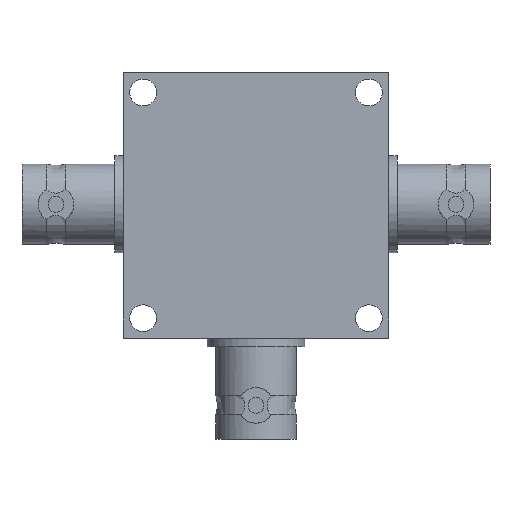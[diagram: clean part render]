
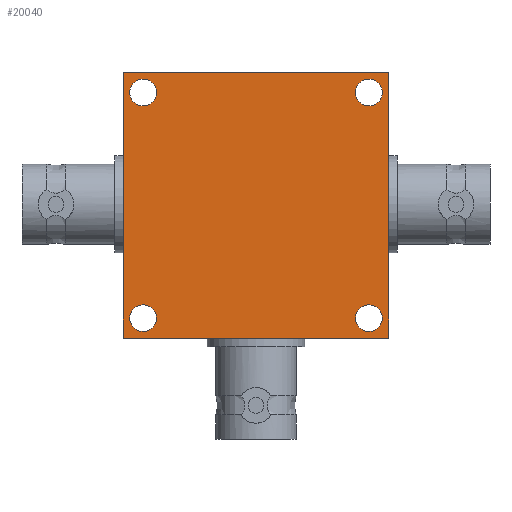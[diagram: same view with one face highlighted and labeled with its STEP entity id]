
A CAD part, front view. The second image highlights one B-rep face of the part: STEP entity #20040.
In plain terms, the highlighted planar face has unit normal (0, -1, 0).
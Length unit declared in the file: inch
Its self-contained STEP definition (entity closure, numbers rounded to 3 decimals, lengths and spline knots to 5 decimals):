
#157 = FACE_BOUND ( 'NONE', #13393, .T. ) ;
#206 = VERTEX_POINT ( 'NONE', #29677 ) ;
#386 = CIRCLE ( 'NONE', #5610, 0.063 ) ;
#780 = ORIENTED_EDGE ( 'NONE', *, *, #12823, .F. ) ;
#787 = DIRECTION ( 'NONE',  ( 0., 1., 0. ) ) ;
#811 = ORIENTED_EDGE ( 'NONE', *, *, #24722, .F. ) ;
#1011 = VECTOR ( 'NONE', #4020, 39.37008 ) ;
#1630 = CARTESIAN_POINT ( 'NONE',  ( -0.5315, -0.43307, -0.5315 ) ) ;
#2145 = DIRECTION ( 'NONE',  ( 0., -1., 0. ) ) ;
#2581 = VERTEX_POINT ( 'NONE', #14353 ) ;
#2725 = VECTOR ( 'NONE', #9163, 39.37008 ) ;
#3975 = LINE ( 'NONE', #5541, #26228 ) ;
#4020 = DIRECTION ( 'NONE',  ( 1., 0., 0. ) ) ;
#4452 = CARTESIAN_POINT ( 'NONE',  ( -0.625, -0.43307, -0.625 ) ) ;
#4617 = VECTOR ( 'NONE', #16575, 39.37008 ) ;
#4644 = VERTEX_POINT ( 'NONE', #4452 ) ;
#4737 = AXIS2_PLACEMENT_3D ( 'NONE', #14569, #21199, #7445 ) ;
#4996 = LINE ( 'NONE', #7647, #4617 ) ;
#5541 = CARTESIAN_POINT ( 'NONE',  ( -0.625, -0.43307, 0.625 ) ) ;
#5610 = AXIS2_PLACEMENT_3D ( 'NONE', #27022, #27307, #29418 ) ;
#7445 = DIRECTION ( 'NONE',  ( 0., 0., 1. ) ) ;
#7647 = CARTESIAN_POINT ( 'NONE',  ( -0.625, -0.43307, -0.625 ) ) ;
#8466 = DIRECTION ( 'NONE',  ( 0., 0., 1. ) ) ;
#8752 = CIRCLE ( 'NONE', #4737, 0.063 ) ;
#8878 = EDGE_LOOP ( 'NONE', ( #17717 ) ) ;
#9163 = DIRECTION ( 'NONE',  ( 0., 0., -1. ) ) ;
#9389 = VERTEX_POINT ( 'NONE', #12045 ) ;
#9585 = ORIENTED_EDGE ( 'NONE', *, *, #27174, .T. ) ;
#9868 = EDGE_LOOP ( 'NONE', ( #14984 ) ) ;
#10195 = AXIS2_PLACEMENT_3D ( 'NONE', #12120, #787, #23863 ) ;
#10218 = EDGE_LOOP ( 'NONE', ( #9585 ) ) ;
#10736 = DIRECTION ( 'NONE',  ( 0., 0., 1. ) ) ;
#10958 = DIRECTION ( 'NONE',  ( 0., 0., -1. ) ) ;
#11291 = FACE_OUTER_BOUND ( 'NONE', #12298, .T. ) ;
#12045 = CARTESIAN_POINT ( 'NONE',  ( 0.5315, -0.43307, 0.5945 ) ) ;
#12120 = CARTESIAN_POINT ( 'NONE',  ( -0.5315, -0.43307, 0.5315 ) ) ;
#12298 = EDGE_LOOP ( 'NONE', ( #25439, #811, #780, #25386 ) ) ;
#12683 = CIRCLE ( 'NONE', #10195, 0.063 ) ;
#12823 = EDGE_CURVE ( 'NONE', #4644, #206, #3975, .T. ) ;
#13393 = EDGE_LOOP ( 'NONE', ( #29680 ) ) ;
#13578 = LINE ( 'NONE', #17886, #1011 ) ;
#13992 = VERTEX_POINT ( 'NONE', #23276 ) ;
#14166 = FACE_BOUND ( 'NONE', #8878, .T. ) ;
#14353 = CARTESIAN_POINT ( 'NONE',  ( -0.5315, -0.43307, -0.4685 ) ) ;
#14569 = CARTESIAN_POINT ( 'NONE',  ( 0.5315, -0.43307, -0.5315 ) ) ;
#14984 = ORIENTED_EDGE ( 'NONE', *, *, #20355, .T. ) ;
#15019 = EDGE_CURVE ( 'NONE', #13992, #4644, #4996, .T. ) ;
#15040 = AXIS2_PLACEMENT_3D ( 'NONE', #25004, #2145, #10958 ) ;
#16279 = AXIS2_PLACEMENT_3D ( 'NONE', #1630, #29384, #10736 ) ;
#16575 = DIRECTION ( 'NONE',  ( -1., 0., 0. ) ) ;
#17392 = FACE_BOUND ( 'NONE', #10218, .T. ) ;
#17717 = ORIENTED_EDGE ( 'NONE', *, *, #22987, .T. ) ;
#17886 = CARTESIAN_POINT ( 'NONE',  ( -0.625, -0.43307, 0.625 ) ) ;
#18154 = LINE ( 'NONE', #22937, #2725 ) ;
#18306 = EDGE_CURVE ( 'NONE', #27297, #13992, #18154, .T. ) ;
#20040 = ADVANCED_FACE ( 'NONE', ( #14166, #17392, #11291, #157, #24217 ), #20094, .T. ) ;
#20094 = PLANE ( 'NONE',  #15040 ) ;
#20171 = VERTEX_POINT ( 'NONE', #21765 ) ;
#20355 = EDGE_CURVE ( 'NONE', #25914, #25914, #12683, .T. ) ;
#21199 = DIRECTION ( 'NONE',  ( 0., 1., 0. ) ) ;
#21249 = CARTESIAN_POINT ( 'NONE',  ( 0.625, -0.43307, 0.625 ) ) ;
#21765 = CARTESIAN_POINT ( 'NONE',  ( 0.5315, -0.43307, -0.4685 ) ) ;
#22458 = CIRCLE ( 'NONE', #16279, 0.063 ) ;
#22937 = CARTESIAN_POINT ( 'NONE',  ( 0.625, -0.43307, 0.625 ) ) ;
#22987 = EDGE_CURVE ( 'NONE', #9389, #9389, #386, .T. ) ;
#23276 = CARTESIAN_POINT ( 'NONE',  ( 0.625, -0.43307, -0.625 ) ) ;
#23863 = DIRECTION ( 'NONE',  ( 0., 0., 1. ) ) ;
#24217 = FACE_BOUND ( 'NONE', #9868, .T. ) ;
#24722 = EDGE_CURVE ( 'NONE', #206, #27297, #13578, .T. ) ;
#25004 = CARTESIAN_POINT ( 'NONE',  ( 0., -0.43307, 0. ) ) ;
#25386 = ORIENTED_EDGE ( 'NONE', *, *, #15019, .F. ) ;
#25439 = ORIENTED_EDGE ( 'NONE', *, *, #18306, .F. ) ;
#25681 = CARTESIAN_POINT ( 'NONE',  ( -0.5315, -0.43307, 0.5945 ) ) ;
#25914 = VERTEX_POINT ( 'NONE', #25681 ) ;
#26228 = VECTOR ( 'NONE', #8466, 39.37008 ) ;
#27022 = CARTESIAN_POINT ( 'NONE',  ( 0.5315, -0.43307, 0.5315 ) ) ;
#27174 = EDGE_CURVE ( 'NONE', #2581, #2581, #22458, .T. ) ;
#27297 = VERTEX_POINT ( 'NONE', #21249 ) ;
#27307 = DIRECTION ( 'NONE',  ( 0., 1., 0. ) ) ;
#28327 = EDGE_CURVE ( 'NONE', #20171, #20171, #8752, .T. ) ;
#29384 = DIRECTION ( 'NONE',  ( 0., 1., 0. ) ) ;
#29418 = DIRECTION ( 'NONE',  ( 0., 0., 1. ) ) ;
#29677 = CARTESIAN_POINT ( 'NONE',  ( -0.625, -0.43307, 0.625 ) ) ;
#29680 = ORIENTED_EDGE ( 'NONE', *, *, #28327, .T. ) ;
